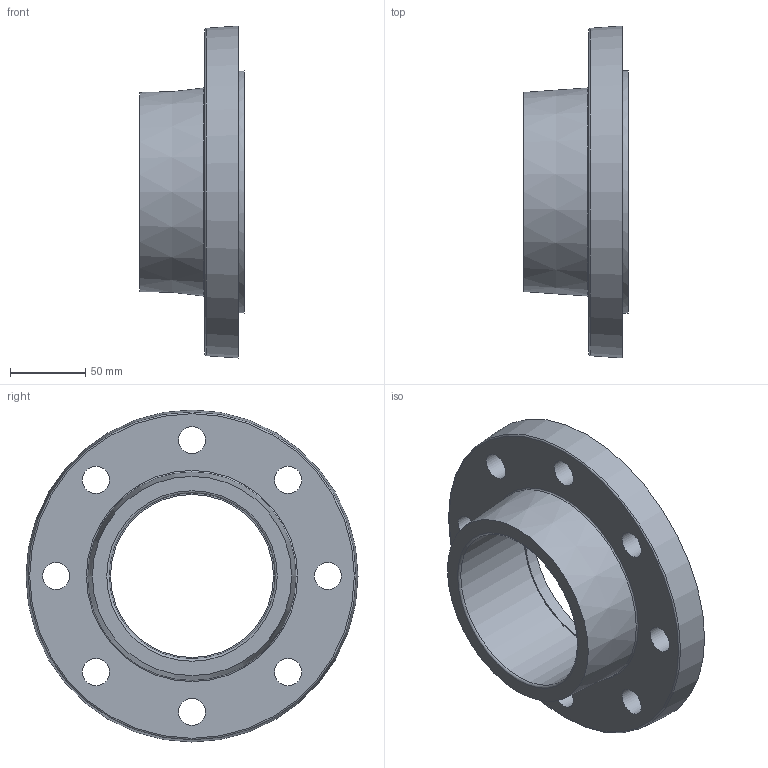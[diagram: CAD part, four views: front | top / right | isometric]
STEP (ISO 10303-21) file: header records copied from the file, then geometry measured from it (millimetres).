
FILE_DESCRIPTION(/* description */ (''),/* implementation_level */ '2;1');
FILE_NAME(/* name */ 'FF001100.stp',/* time_stamp */ '2016-10-25T10:06:34+02:00',/* author */ ('Gabriele'),/* organization */ (''),/* preprocessor_version */ 'ST-DEVELOPER v16.5',/* originating_system */ 'Autodesk Inventor 2017',/* authorisation */ '');
FILE_SCHEMA (('AUTOMOTIVE_DESIGN { 1 0 10303 214 3 1 1 }'));
Length unit declared in the file: millimetre
Products named in the file (1): FF000900
Bounding box: 69 x 220 x 220 mm (x, y, z)
Volume: 762688 mm3; surface area: 140342.2 mm2
Topology: 1 solids, 1 shells, 793 faces, 1679 edges, 921 vertices
Faces by surface type: torus 315, cylinder 289, sphere 112, plane 75, cone 2
Full cylindrical faces by diameter (mm): 18 x8, 108 x1, 110 x1, 115.571 x1, 123.143 x1, 130.714 x1, 138.286 x1, 145.857 x1, 153.429 x1, 161 x1
Entity records: 21498 total; most frequent: DIRECTION 4404, CARTESIAN_POINT 3914, ORIENTED_EDGE 3264, AXIS2_PLACEMENT_3D 2018, EDGE_CURVE 1632, CIRCLE 1224, VERTEX_POINT 904, EDGE_LOOP 874
